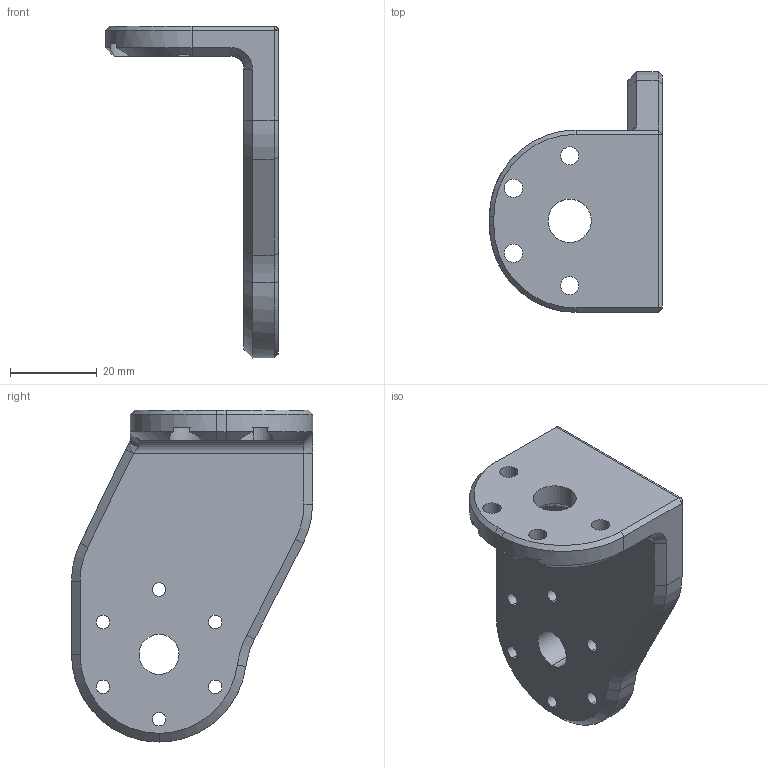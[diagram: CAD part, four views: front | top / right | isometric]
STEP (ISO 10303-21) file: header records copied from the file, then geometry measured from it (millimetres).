
FILE_DESCRIPTION (( 'STEP AP214' ), '1' );
FILE_NAME ('thigh DC.STEP', '2024-11-02T12:59:26', ( '' ), ( '' ), 'SwSTEP 2.0', 'SolidWorks 2020', '' );
FILE_SCHEMA (( 'AUTOMOTIVE_DESIGN' ));
Length unit declared in the file: millimetre
Products named in the file (1): thigh DC
Bounding box: 40 x 55.75 x 76.76 mm (x, y, z)
Volume: 25719.2 mm3; surface area: 11956.8 mm2
Topology: 1 solids, 1 shells, 152 faces, 382 edges, 231 vertices
Faces by surface type: cylinder 61, plane 48, cone 39, torus 3, bspline 1
Entity records: 4781 total; most frequent: CARTESIAN_POINT 1016, DIRECTION 822, ORIENTED_EDGE 760, EDGE_CURVE 380, AXIS2_PLACEMENT_3D 321, VERTEX_POINT 231, LINE 180, VECTOR 180
